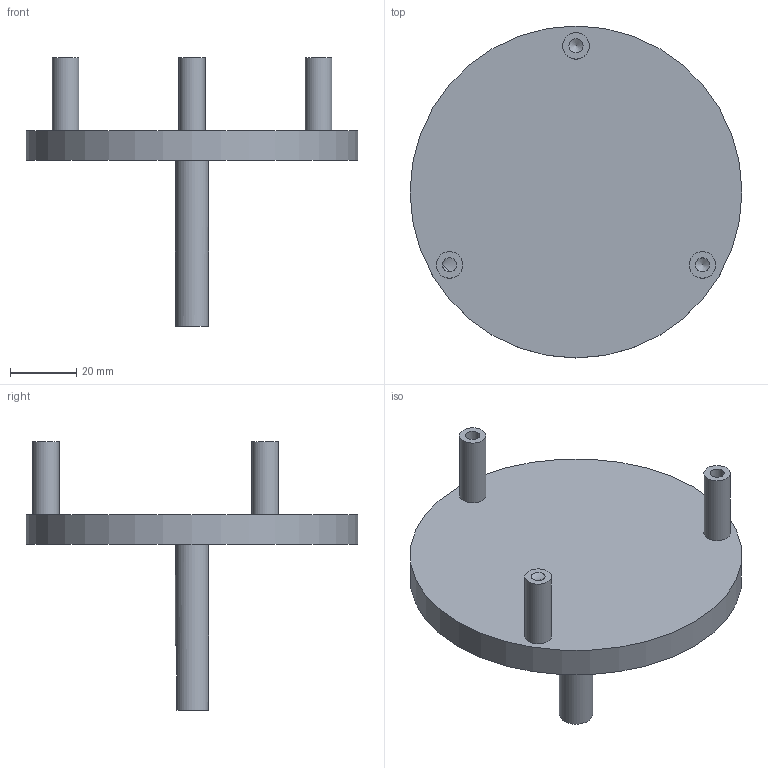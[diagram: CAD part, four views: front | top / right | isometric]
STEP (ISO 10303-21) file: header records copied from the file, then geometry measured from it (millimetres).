
FILE_DESCRIPTION(/* description */ (''),/* implementation_level */ '2;1');
FILE_NAME(/* name */ 'zadni_hridel.step',/* time_stamp */ '2019-12-25T23:58:41+01:00',/* author */ (''),/* organization */ (''),/* preprocessor_version */ 'ST-DEVELOPER v18',/* originating_system */ 'Autodesk Translation Framework v8.12.0.6',/* authorisation */ '');
FILE_SCHEMA (('AUTOMOTIVE_DESIGN { 1 0 10303 214 3 1 1 }'));
Length unit declared in the file: millimetre
Products named in the file (1): Untitled
Bounding box: 100 x 100 x 81 mm (x, y, z)
Volume: 77129 mm3; surface area: 22663 mm2
Topology: 1 solids, 1 shells, 65 faces, 163 edges, 104 vertices
Faces by surface type: cylinder 48, plane 11, cone 4, bspline 2
Full cylindrical faces by diameter (mm): 4.234 x23, 5.12 x17, 8 x3, 10 x1, 100 x1
Entity records: 3822 total; most frequent: CARTESIAN_POINT 2369, ORIENTED_EDGE 318, DIRECTION 254, EDGE_CURVE 159, VERTEX_POINT 104, AXIS2_PLACEMENT_3D 97, EDGE_LOOP 73, B_SPLINE_CURVE_WITH_KNOTS 66
